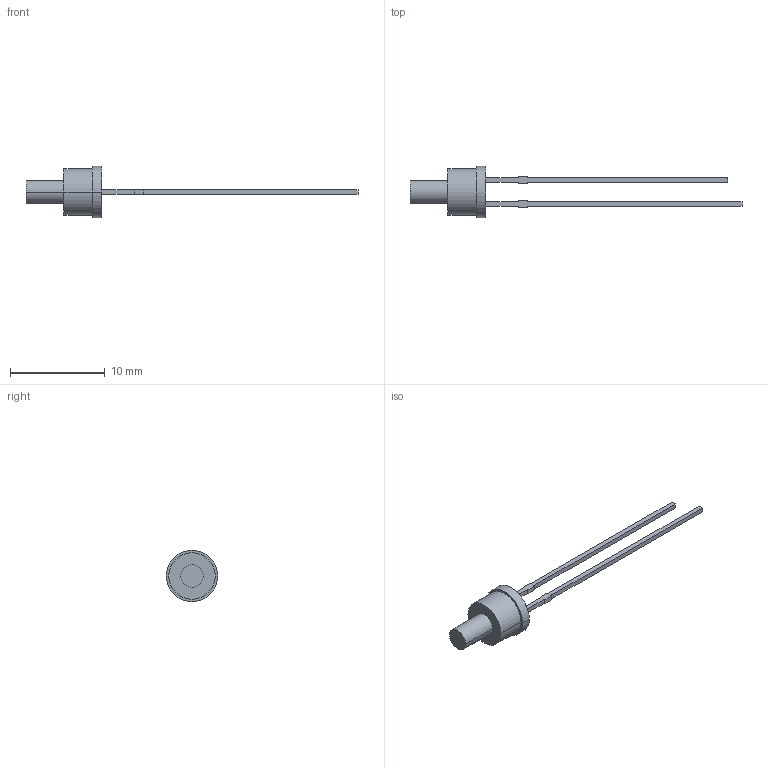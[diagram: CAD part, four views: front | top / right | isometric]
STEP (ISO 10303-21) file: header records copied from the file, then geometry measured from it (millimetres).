
FILE_DESCRIPTION (( 'STEP AP214' ), '1' );
FILE_NAME ('XSxx53.STEP', '2015-09-03T23:10:59', ( '' ), ( '' ), 'SwSTEP 2.0', 'SolidWorks 2012', '' );
FILE_SCHEMA (( 'AUTOMOTIVE_DESIGN' ));
Length unit declared in the file: millimetre
Products named in the file (1): XSxx53
Bounding box: 35 x 5.4 x 5.4 mm (x, y, z)
Volume: 110.9 mm3; surface area: 245.4 mm2
Topology: 1 solids, 1 shells, 226 faces, 612 edges, 408 vertices
Faces by surface type: plane 152, bspline 68, cylinder 6
Entity records: 12208 total; most frequent: CARTESIAN_POINT 4443, ORIENTED_EDGE 1224, DIRECTION 806, EDGE_CURVE 612, VECTOR 464, LINE 464, VERTEX_POINT 408, EDGE_LOOP 246
